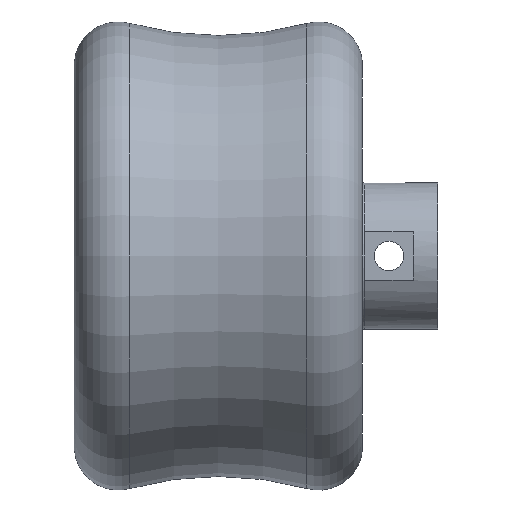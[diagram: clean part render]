
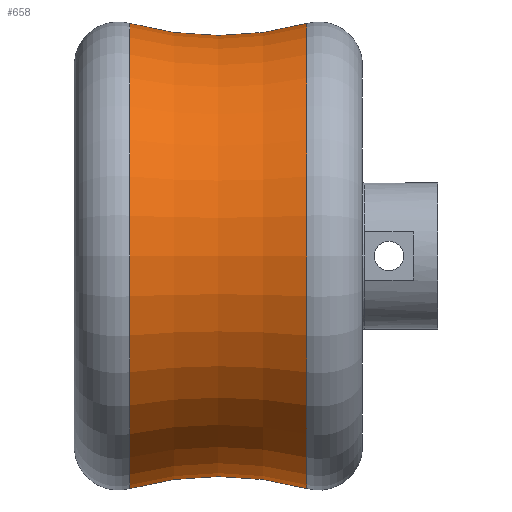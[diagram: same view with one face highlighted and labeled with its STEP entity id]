
A CAD part, front view. The second image highlights one B-rep face of the part: STEP entity #658.
In plain terms, the highlighted toroidal (fillet/blend) face has major radius 56.619 mm and minor radius 34 mm.
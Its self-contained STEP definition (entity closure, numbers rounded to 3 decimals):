
#34=TOROIDAL_SURFACE('',#751,56.619,34.);
#88=FACE_OUTER_BOUND('',#135,.T.);
#135=EDGE_LOOP('',(#577,#578,#579,#580));
#174=CIRCLE('',#741,23.855);
#175=CIRCLE('',#743,23.855);
#181=CIRCLE('',#752,34.);
#319=VERTEX_POINT('',#1199);
#320=VERTEX_POINT('',#1203);
#401=EDGE_CURVE('',#319,#319,#174,.T.);
#402=EDGE_CURVE('',#320,#320,#175,.T.);
#409=EDGE_CURVE('',#320,#319,#181,.T.);
#577=ORIENTED_EDGE('',*,*,#402,.F.);
#578=ORIENTED_EDGE('',*,*,#409,.T.);
#579=ORIENTED_EDGE('',*,*,#401,.F.);
#580=ORIENTED_EDGE('',*,*,#409,.F.);
#658=ADVANCED_FACE('',(#88),#34,.F.);
#741=AXIS2_PLACEMENT_3D('',#1201,#924,#925);
#743=AXIS2_PLACEMENT_3D('',#1204,#928,#929);
#751=AXIS2_PLACEMENT_3D('',#1216,#945,#946);
#752=AXIS2_PLACEMENT_3D('',#1217,#947,#948);
#924=DIRECTION('center_axis',(-1.,0.,0.));
#925=DIRECTION('ref_axis',(0.,0.,-1.));
#928=DIRECTION('center_axis',(1.,0.,0.));
#929=DIRECTION('ref_axis',(0.,0.,-1.));
#945=DIRECTION('center_axis',(-1.,0.,0.));
#946=DIRECTION('ref_axis',(0.,0.,1.));
#947=DIRECTION('center_axis',(0.,-1.,0.));
#948=DIRECTION('ref_axis',(0.,0.,-1.));
#1199=CARTESIAN_POINT('',(-9.085,0.,-23.855));
#1201=CARTESIAN_POINT('Origin',(-9.085,0.,0.));
#1203=CARTESIAN_POINT('',(9.085,0.,-23.855));
#1204=CARTESIAN_POINT('Origin',(9.085,0.,0.));
#1216=CARTESIAN_POINT('Origin',(0.,0.,0.));
#1217=CARTESIAN_POINT('Origin',(0.,0.,
-56.619));
